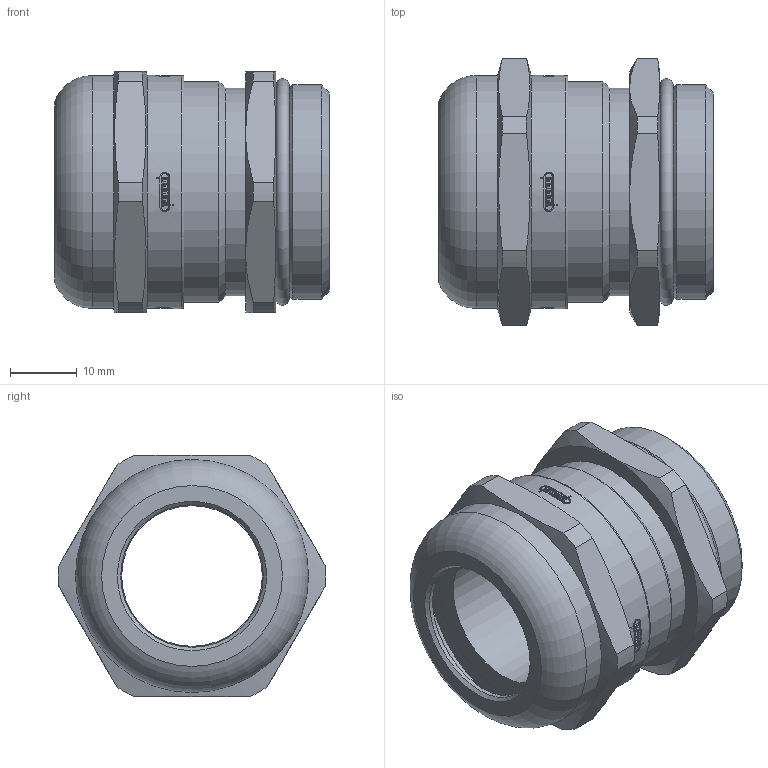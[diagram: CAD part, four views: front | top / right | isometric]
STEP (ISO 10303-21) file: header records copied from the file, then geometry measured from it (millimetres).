
FILE_DESCRIPTION(/* description */ ('HSK-M-EMV Metr.-Cable Glands'),/* implementation_level */ '2;1');
FILE_NAME(/* name */ '1691320052.stp',/* time_stamp */ '2021-10-13T10:05:51+02:00',/* author */ ('sl'),/* organization */ ('HUMMEL'),/* preprocessor_version */ 'ST-DEVELOPER v16.5',/* originating_system */ 'Autodesk Inventor 2017',/* authorisation */ '');
FILE_SCHEMA (('AUTOMOTIVE_DESIGN { 1 0 10303 214 3 1 1 }'));
Length unit declared in the file: millimetre
Products named in the file (5): HSK-M-EMV 1.691.3200.52; HSK-M-EMV 1.691.3200.52-Gland; HSK-M-EMV 1.691.3200.52-Nut; HSK-M-EMV 1.691.3200.52-Clamping insert; HSK-M-EMV 1.691.3200.52-Sealing insert
Assembly tree (4 placements, depth 2):
  HSK-M-EMV 1.691.3200.52
    HSK-M-EMV 1.691.3200.52-Gland
    HSK-M-EMV 1.691.3200.52-Nut
    HSK-M-EMV 1.691.3200.52-Clamping insert
    HSK-M-EMV 1.691.3200.52-Sealing insert
Bounding box: 41 x 39.99 x 36 mm (x, y, z)
Volume: 22126.4 mm3; surface area: 19913.3 mm2
Topology: 4 solids, 4 shells, 408 faces, 1085 edges, 716 vertices
Faces by surface type: plane 316, cylinder 71, cone 17, torus 4
Full cylindrical faces by diameter (mm): 21 x1, 21.2 x1, 21.3 x1, 26.48 x2, 27.2 x2, 28.7 x2, 29.8 x1, 30 x2, 31 x1, 31.376 x2, 32 x1, 33 x1, 34.8 x2
Entity records: 13174 total; most frequent: CARTESIAN_POINT 2823, DIRECTION 2190, ORIENTED_EDGE 2088, EDGE_CURVE 1044, AXIS2_PLACEMENT_3D 791, VERTEX_POINT 710, LINE 608, VECTOR 608
